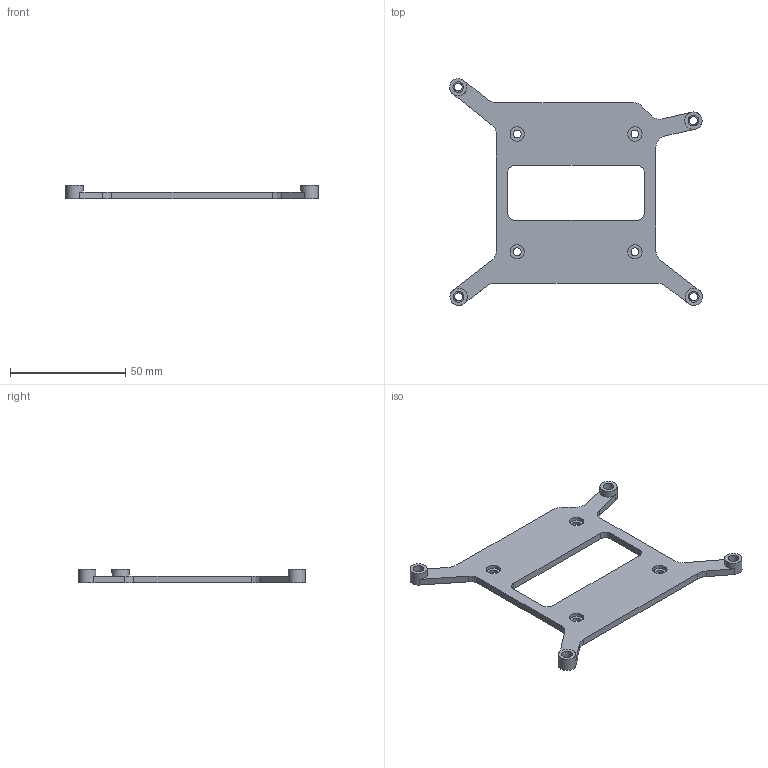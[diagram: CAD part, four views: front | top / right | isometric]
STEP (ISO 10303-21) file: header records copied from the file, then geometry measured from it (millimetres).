
FILE_DESCRIPTION(/* description */ (''),/* implementation_level */ '2;1');
FILE_NAME(/* name */ 'BTT SKR E3 EZ DIN mount.step',/* time_stamp */ '2025-04-21T08:49:41-05:00',/* author */ (''),/* organization */ (''),/* preprocessor_version */ 'ST-DEVELOPER v20.1',/* originating_system */ 'Autodesk Translation Framework v14.4.0.0',/* authorisation */ '');
FILE_SCHEMA (('AUTOMOTIVE_DESIGN { 1 0 10303 214 3 1 1 }'));
Length unit declared in the file: millimetre
Products named in the file (3): BTT SKR E3 EZ DIN mount; DIN; mount
Assembly tree (2 placements, depth 2):
  BTT SKR E3 EZ DIN mount
    DIN
    mount
Bounding box: 109.49 x 98.3 x 6 mm (x, y, z)
Volume: 13969.2 mm3; surface area: 11813.7 mm2
Topology: 1 solids, 1 shells, 64 faces, 162 edges, 108 vertices
Faces by surface type: cylinder 33, plane 31
Full cylindrical faces by diameter (mm): 3.3 x1, 3.4 x4, 3.454 x3, 4.6 x4, 6.2 x4, 7.5 x4
Entity records: 2080 total; most frequent: DIRECTION 374, CARTESIAN_POINT 339, ORIENTED_EDGE 324, EDGE_CURVE 162, AXIS2_PLACEMENT_3D 143, VERTEX_POINT 108, EDGE_LOOP 90, LINE 88
